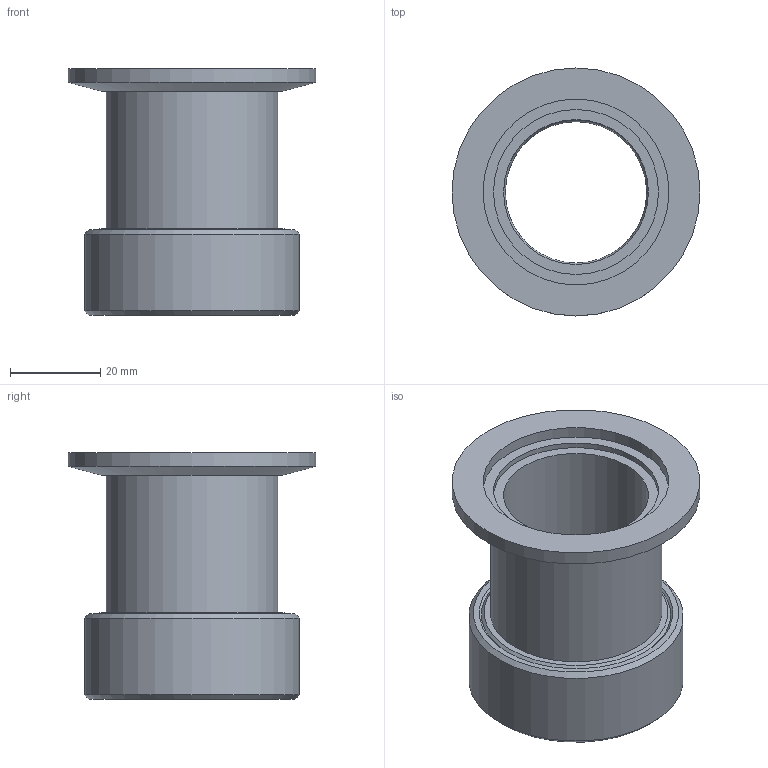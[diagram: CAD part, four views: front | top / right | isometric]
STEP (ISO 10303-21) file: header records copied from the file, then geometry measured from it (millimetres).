
FILE_DESCRIPTION(/* description */ (''),/* implementation_level */ '2;1');
FILE_NAME(/* name */ '1000014a.stp',/* time_stamp */ '2019-07-18T09:27:41-04:00',/* author */ ('Glen_C'),/* organization */ (''),/* preprocessor_version */ 'ST-DEVELOPER v16.13',/* originating_system */ 'Autodesk Inventor 2018',/* authorisation */ '');
FILE_SCHEMA (('AUTOMOTIVE_DESIGN { 1 0 10303 214 3 1 1 }'));
Length unit declared in the file: inch
Products named in the file (1): 1000014_S
Bounding box: 54.99 x 54.99 x 54.74 mm (x, y, z)
Volume: 33194 mm3; surface area: 19896.7 mm2
Topology: 1 solids, 3 shells, 36 faces, 65 edges, 42 vertices
Faces by surface type: cylinder 14, plane 13, cone 6, torus 3
Full cylindrical faces by diameter (mm): 31.344 x1, 32.131 x3, 36.576 x1, 38.1 x2, 38.354 x1, 40.767 x1, 40.894 x1, 41.199 x1, 41.478 x1, 47.625 x1, 54.991 x1
Entity records: 847 total; most frequent: DIRECTION 148, CARTESIAN_POINT 111, ORIENTED_EDGE 74, AXIS2_PLACEMENT_3D 74, EDGE_LOOP 72, CIRCLE 37, VERTEX_POINT 37, EDGE_CURVE 37
